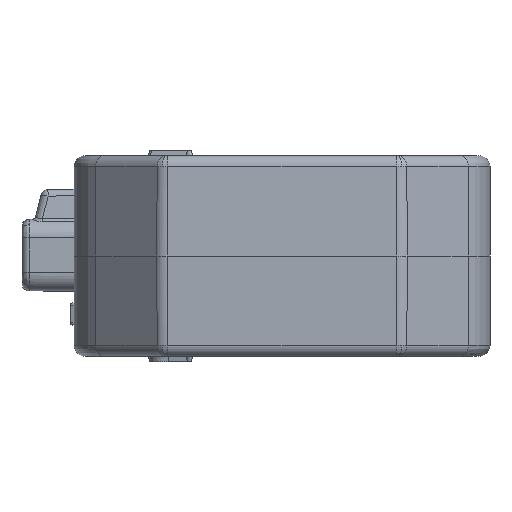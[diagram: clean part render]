
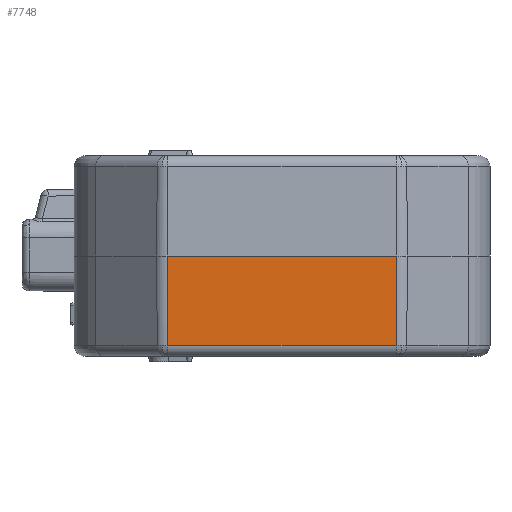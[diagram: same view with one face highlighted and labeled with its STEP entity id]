
A CAD part, front view. The second image highlights one B-rep face of the part: STEP entity #7748.
In plain terms, the highlighted planar face has unit normal (0, -1, -0.018).
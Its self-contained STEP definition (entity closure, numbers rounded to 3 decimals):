
#906 = CARTESIAN_POINT ( 'NONE',  ( 32.59, -63.5, 1. ) ) ;
#908 = PLANE ( 'NONE',  #9963 ) ;
#911 = DIRECTION ( 'NONE',  ( 0., -1., -0.017 ) ) ;
#912 = DIRECTION ( 'NONE',  ( 0., -0.017, 1. ) ) ;
#1571 = ORIENTED_EDGE ( 'NONE', *, *, #4739, .F. ) ;
#1572 = ORIENTED_EDGE ( 'NONE', *, *, #4761, .F. ) ;
#1573 = ORIENTED_EDGE ( 'NONE', *, *, #4740, .F. ) ;
#1574 = ORIENTED_EDGE ( 'NONE', *, *, #4597, .F. ) ;
#3421 = VERTEX_POINT ( 'NONE', #4054 ) ;
#3885 = VERTEX_POINT ( 'NONE', #8123 ) ;
#3899 = VERTEX_POINT ( 'NONE', #8137 ) ;
#3900 = VERTEX_POINT ( 'NONE', #8138 ) ;
#4054 = CARTESIAN_POINT ( 'NONE',  ( 30.759, -63.08, -23.052 ) ) ;
#4597 = EDGE_CURVE ( 'NONE', #3421, #3885, #11844, .T. ) ;
#4739 = EDGE_CURVE ( 'NONE', #3900, #3421, #12053, .T. ) ;
#4740 = EDGE_CURVE ( 'NONE', #3885, #3899, #12056, .T. ) ;
#4761 = EDGE_CURVE ( 'NONE', #3899, #3900, #12074, .T. ) ;
#5978 = CARTESIAN_POINT ( 'NONE',  ( 30.933, -63.5, 1.012 ) ) ;
#5979 = DIRECTION ( 'NONE',  ( -0.007, 0.017, -1. ) ) ;
#5981 = CARTESIAN_POINT ( 'NONE',  ( -30.929, -63.492, 0.541 ) ) ;
#5982 = DIRECTION ( 'NONE',  ( -0.007, -0.017, 1. ) ) ;
#6042 = CARTESIAN_POINT ( 'NONE',  ( 32.59, -63.5, 1. ) ) ;
#6043 = DIRECTION ( 'NONE',  ( 1., 0., 0. ) ) ;
#7748 = ADVANCED_FACE ( 'NONE', ( #12459 ), #908, .T. ) ;
#8123 = CARTESIAN_POINT ( 'NONE',  ( -30.759, -63.08, -23.052 ) ) ;
#8137 = CARTESIAN_POINT ( 'NONE',  ( -30.933, -63.5, 1. ) ) ;
#8138 = CARTESIAN_POINT ( 'NONE',  ( 30.933, -63.5, 1. ) ) ;
#8783 = CARTESIAN_POINT ( 'NONE',  ( -30.737, -63.08, -23.052 ) ) ;
#8787 = DIRECTION ( 'NONE',  ( -1., 0., 0. ) ) ;
#9963 = AXIS2_PLACEMENT_3D ( 'NONE', #906, #911, #912 ) ;
#10257 = EDGE_LOOP ( 'NONE', ( #1571, #1572, #1573, #1574 ) ) ;
#11844 = LINE ( 'NONE', #8783, #11855 ) ;
#11855 = VECTOR ( 'NONE', #8787, 1000. ) ;
#12053 = LINE ( 'NONE', #5978, #12054 ) ;
#12054 = VECTOR ( 'NONE', #5979, 1000. ) ;
#12056 = LINE ( 'NONE', #5981, #12057 ) ;
#12057 = VECTOR ( 'NONE', #5982, 1000. ) ;
#12074 = LINE ( 'NONE', #6042, #12083 ) ;
#12083 = VECTOR ( 'NONE', #6043, 1000. ) ;
#12459 = FACE_OUTER_BOUND ( 'NONE', #10257, .T. ) ;
